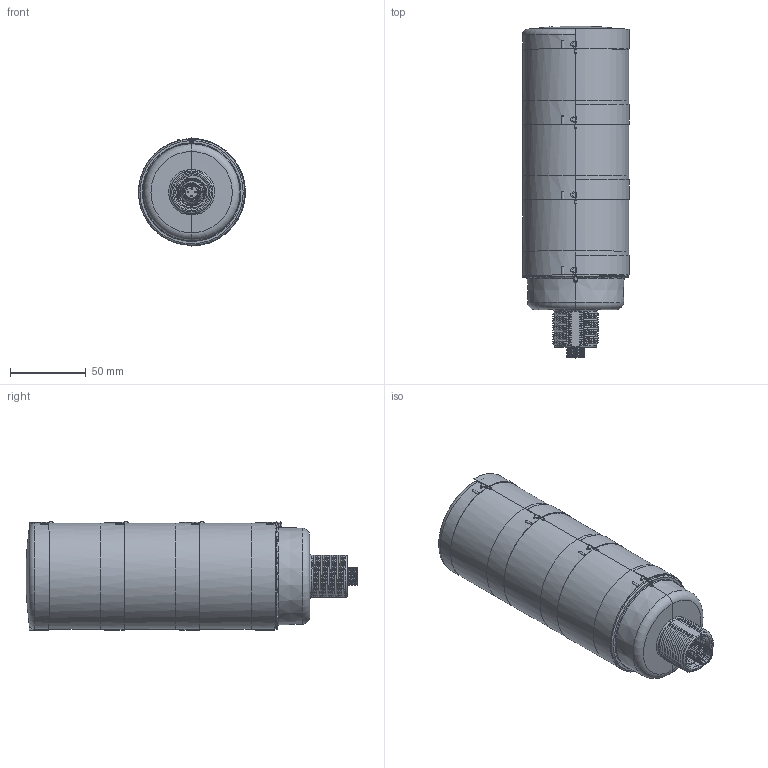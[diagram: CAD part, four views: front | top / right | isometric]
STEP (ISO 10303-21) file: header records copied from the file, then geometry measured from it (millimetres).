
FILE_DESCRIPTION((''),'2;1');
FILE_NAME('181451_ASM','2014-08-08T',('pdmadmin'),(''),'PRO/ENGINEER BY PARAMETRIC TECHNOLOGY CORPORATION, 2013230','PRO/ENGINEER BY PARAMETRIC TECHNOLOGY CORPORATION, 2013230','');
FILE_SCHEMA(('CONFIG_CONTROL_DESIGN'));
Length unit declared in the file: millimetre
Products named in the file (7): 180077; 180482; 08427; 179879; 179880; 180091; 181451_ASM
Assembly tree (10 placements, depth 2):
  181451_ASM
    180077
    180482
    08427
    179879  x3
    179880  x3
    180091
Bounding box: 70.5 x 218.9 x 71.25 mm (x, y, z)
Volume: 200462.8 mm3; surface area: 146229.8 mm2
Topology: 10 solids, 14 shells, 2490 faces, 5943 edges, 3507 vertices
Faces by surface type: bspline 800, cylinder 673, plane 415, torus 265, cone 200, sphere 137
Entity records: 79988 total; most frequent: CARTESIAN_POINT 52544, ORIENTED_EDGE 6226, DIRECTION 5007, EDGE_CURVE 3117, AXIS2_PLACEMENT_3D 2109, VERTEX_POINT 1859, EDGE_LOOP 1376, FACE_OUTER_BOUND 1308
